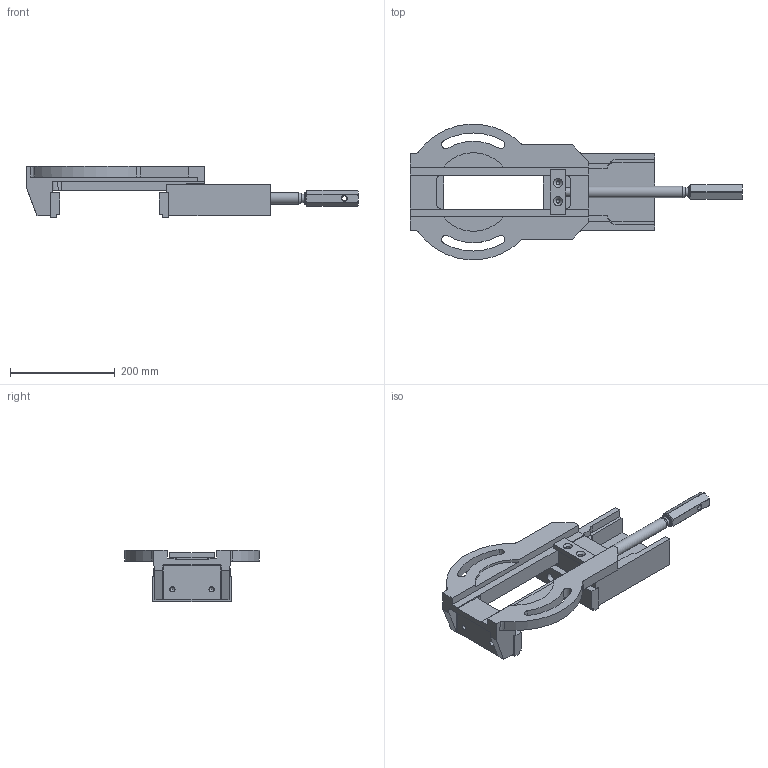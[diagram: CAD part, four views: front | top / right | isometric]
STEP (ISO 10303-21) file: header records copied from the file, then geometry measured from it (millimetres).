
FILE_DESCRIPTION(/* description */ (''),/* implementation_level */ '2;1');
FILE_NAME(/* name */ '33_150M_Mordaza.stp',/* time_stamp */ '2014-04-16T12:48:45+02:00',/* author */ (''),/* organization */ (''),/* preprocessor_version */ 'ST-DEVELOPER v15',/* originating_system */ 'SIEMENS PLM Software NX 9.0',/* authorisation */ '');
FILE_SCHEMA (('CONFIG_CONTROL_DESIGN'));
Length unit declared in the file: millimetre
Products named in the file (1): 33_150M_Mordaza
Bounding box: 635 x 259.1 x 98.75 mm (x, y, z)
Volume: 2854671.9 mm3; surface area: 414063.3 mm2
Topology: 6 solids, 6 shells, 222 faces, 582 edges, 377 vertices
Faces by surface type: plane 116, cylinder 72, cone 23, sphere 6, bspline 5
Full cylindrical faces by diameter (mm): 6.985 x3, 8 x1, 8.5 x2, 8.782 x4, 10 x3, 10.5 x4, 12 x1, 16 x2, 17 x5, 18 x1, 19.25 x1, 22 x2
Entity records: 6848 total; most frequent: CARTESIAN_POINT 1494, DIRECTION 1082, ORIENTED_EDGE 1030, EDGE_CURVE 515, AXIS2_PLACEMENT_3D 390, VERTEX_POINT 364, EDGE_LOOP 304, LINE 302
